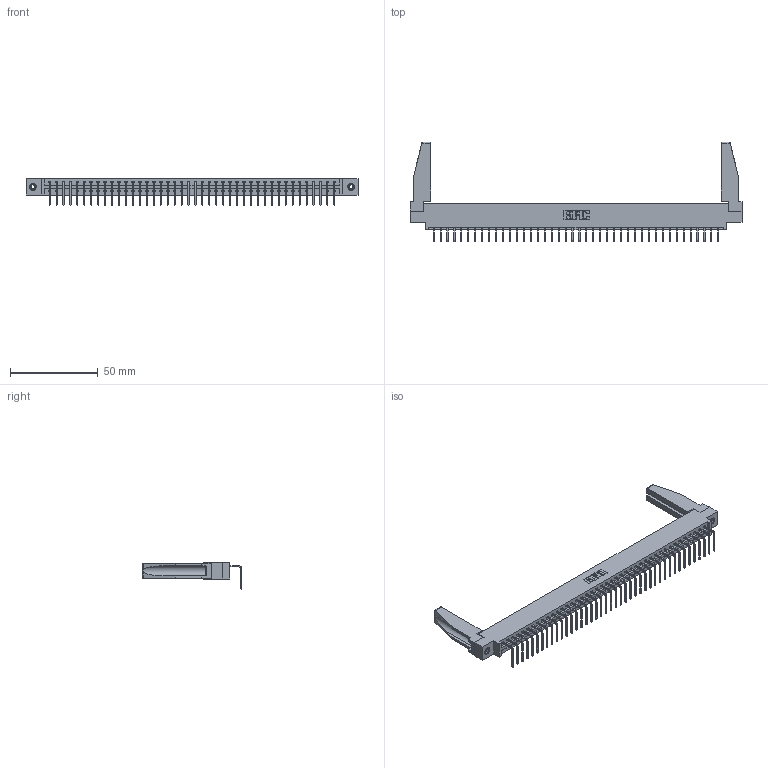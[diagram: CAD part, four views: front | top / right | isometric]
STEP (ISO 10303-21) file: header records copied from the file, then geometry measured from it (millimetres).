
FILE_DESCRIPTION (( 'STEP AP203' ), '1' );
FILE_NAME ('387-042-558-678.STEP', '2019-10-07T21:57:37', ( '' ), ( '' ), 'SwSTEP 2.0', 'SolidWorks 2016', '' );
FILE_SCHEMA (( 'CONFIG_CONTROL_DESIGN' ));
Length unit declared in the file: inch
Products named in the file (5): 387-042-558-678; 307-220-078; 337 Part_0.170 Offset - 0.156 Dia-TI; 345-292-001_558 Tail - 2; 345-250-001_345-250-001-102
Assembly tree (47 placements, depth 2):
  387-042-558-678
    337 Part_0.170 Offset - 0.156 Dia-TI
    345-292-001_558 Tail - 2  x42
    345-250-001_345-250-001-102  x2
    307-220-078  x2
Bounding box: 189.43 x 56.96 x 15.37 mm (x, y, z)
Volume: 23704.2 mm3; surface area: 25161.2 mm2
Topology: 47 solids, 47 shells, 2936 faces, 8801 edges, 5802 vertices
Faces by surface type: plane 2174, cylinder 746, cone 12, torus 4
Entity records: 33876 total; most frequent: CARTESIAN_POINT 5894, ORIENTED_EDGE 5828, DIRECTION 4970, EDGE_CURVE 2914, VECTOR 2748, LINE 2748, VERTEX_POINT 1936, AXIS2_PLACEMENT_3D 1111
